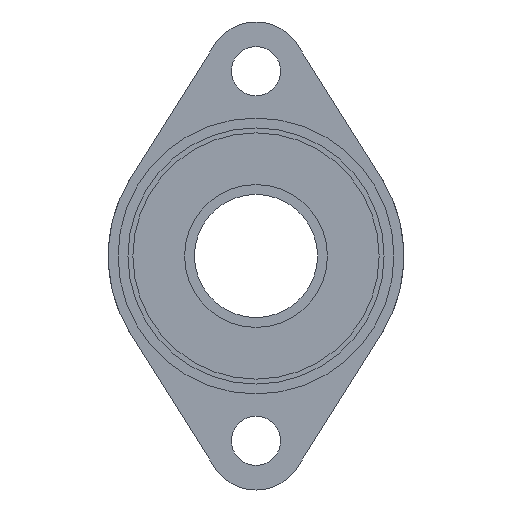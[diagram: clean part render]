
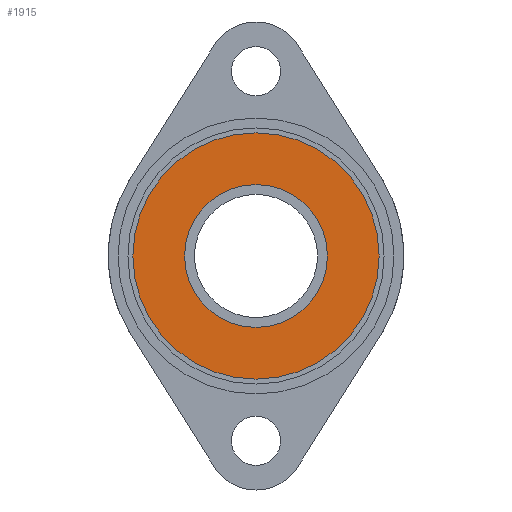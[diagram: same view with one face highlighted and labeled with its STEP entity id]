
A CAD part, front view. The second image highlights one B-rep face of the part: STEP entity #1915.
In plain terms, the highlighted planar face has unit normal (0, -1, 0).
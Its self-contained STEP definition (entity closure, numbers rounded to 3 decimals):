
#52 = EDGE_CURVE ( 'NONE', #1336, #588, #838, .T. ) ;
#98 = CARTESIAN_POINT ( 'NONE',  ( 0., 1.5, 25. ) ) ;
#122 = DIRECTION ( 'NONE',  ( 0., 0., 1. ) ) ;
#146 = AXIS2_PLACEMENT_3D ( 'NONE', #712, #723, #1020 ) ;
#235 = DIRECTION ( 'NONE',  ( 0., 1., 0. ) ) ;
#298 = DIRECTION ( 'NONE',  ( 0., 1., 0. ) ) ;
#332 = ORIENTED_EDGE ( 'NONE', *, *, #1700, .F. ) ;
#480 = VERTEX_POINT ( 'NONE', #98 ) ;
#507 = DIRECTION ( 'NONE',  ( 0., 0., 1. ) ) ;
#523 = CIRCLE ( 'NONE', #628, 25. ) ;
#564 = ORIENTED_EDGE ( 'NONE', *, *, #52, .T. ) ;
#569 = FACE_OUTER_BOUND ( 'NONE', #715, .T. ) ;
#578 = CARTESIAN_POINT ( 'NONE',  ( 0., 1.5, 0. ) ) ;
#588 = VERTEX_POINT ( 'NONE', #1320 ) ;
#628 = AXIS2_PLACEMENT_3D ( 'NONE', #1399, #1841, #507 ) ;
#712 = CARTESIAN_POINT ( 'NONE',  ( 0., 1.5, 0. ) ) ;
#715 = EDGE_LOOP ( 'NONE', ( #724, #332 ) ) ;
#723 = DIRECTION ( 'NONE',  ( 0., 1., 0. ) ) ;
#724 = ORIENTED_EDGE ( 'NONE', *, *, #857, .F. ) ;
#764 = CARTESIAN_POINT ( 'NONE',  ( 0., 1.5, 0. ) ) ;
#838 = CIRCLE ( 'NONE', #1040, 14.5 ) ;
#857 = EDGE_CURVE ( 'NONE', #1817, #480, #523, .T. ) ;
#874 = CIRCLE ( 'NONE', #1762, 25. ) ;
#900 = DIRECTION ( 'NONE',  ( 0., 0., 1. ) ) ;
#1020 = DIRECTION ( 'NONE',  ( 0., 0., 1. ) ) ;
#1040 = AXIS2_PLACEMENT_3D ( 'NONE', #578, #1924, #122 ) ;
#1109 = DIRECTION ( 'NONE',  ( 0., 0., 1. ) ) ;
#1144 = AXIS2_PLACEMENT_3D ( 'NONE', #764, #298, #900 ) ;
#1196 = EDGE_CURVE ( 'NONE', #588, #1336, #1592, .T. ) ;
#1291 = CARTESIAN_POINT ( 'NONE',  ( 0., 1.5, 0. ) ) ;
#1301 = EDGE_LOOP ( 'NONE', ( #564, #1682 ) ) ;
#1320 = CARTESIAN_POINT ( 'NONE',  ( 0., 1.5, 14.5 ) ) ;
#1336 = VERTEX_POINT ( 'NONE', #1822 ) ;
#1399 = CARTESIAN_POINT ( 'NONE',  ( 0., 1.5, 0. ) ) ;
#1592 = CIRCLE ( 'NONE', #1144, 14.5 ) ;
#1682 = ORIENTED_EDGE ( 'NONE', *, *, #1196, .T. ) ;
#1700 = EDGE_CURVE ( 'NONE', #480, #1817, #874, .T. ) ;
#1762 = AXIS2_PLACEMENT_3D ( 'NONE', #1291, #235, #1109 ) ;
#1772 = PLANE ( 'NONE',  #146 ) ;
#1811 = FACE_BOUND ( 'NONE', #1301, .T. ) ;
#1817 = VERTEX_POINT ( 'NONE', #1916 ) ;
#1822 = CARTESIAN_POINT ( 'NONE',  ( 0., 1.5, -14.5 ) ) ;
#1841 = DIRECTION ( 'NONE',  ( 0., 1., 0. ) ) ;
#1915 = ADVANCED_FACE ( 'NONE', ( #1811, #569 ), #1772, .F. ) ;
#1916 = CARTESIAN_POINT ( 'NONE',  ( 0., 1.5, -25. ) ) ;
#1924 = DIRECTION ( 'NONE',  ( 0., 1., 0. ) ) ;
